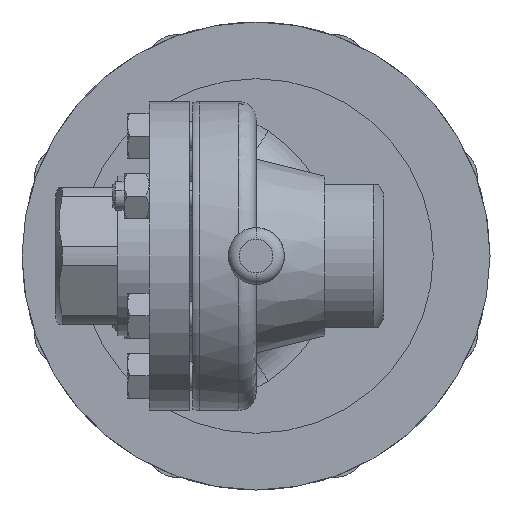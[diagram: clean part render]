
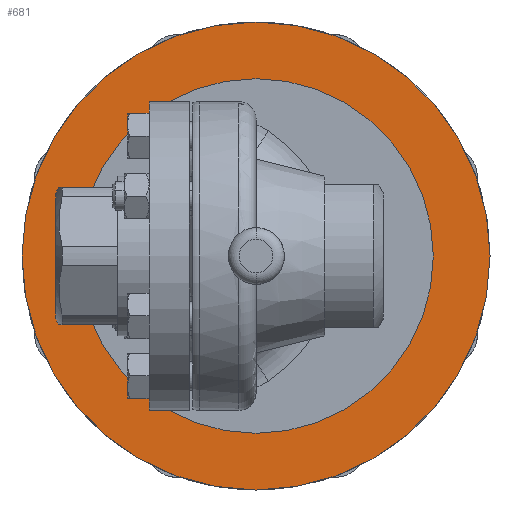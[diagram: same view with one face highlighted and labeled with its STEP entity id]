
A CAD part, front view. The second image highlights one B-rep face of the part: STEP entity #681.
In plain terms, the highlighted planar face has unit normal (0, -1, 0).
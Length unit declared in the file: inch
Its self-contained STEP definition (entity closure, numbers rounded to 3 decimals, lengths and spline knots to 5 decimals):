
#681 = ADVANCED_FACE ( 'NONE', ( #7564, #4138 ), #4067, .F. ) ;
#787 = EDGE_LOOP ( 'NONE', ( #8354, #7632 ) ) ;
#949 = VERTEX_POINT ( 'NONE', #1229 ) ;
#1229 = CARTESIAN_POINT ( 'NONE',  ( 0., 2.05, 1.94 ) ) ;
#1322 = CIRCLE ( 'NONE', #4460, 2.56 ) ;
#1669 = DIRECTION ( 'NONE',  ( 0., 1., 0. ) ) ;
#1760 = ORIENTED_EDGE ( 'NONE', *, *, #12457, .F. ) ;
#1862 = VERTEX_POINT ( 'NONE', #10396 ) ;
#1945 = CARTESIAN_POINT ( 'NONE',  ( 0., 2.05, -1.94 ) ) ;
#2188 = DIRECTION ( 'NONE',  ( 0., -1., 0. ) ) ;
#2913 = CIRCLE ( 'NONE', #7391, 2.56 ) ;
#3931 = CARTESIAN_POINT ( 'NONE',  ( 0., 2.05, 0. ) ) ;
#4067 = PLANE ( 'NONE',  #4613 ) ;
#4138 = FACE_OUTER_BOUND ( 'NONE', #787, .T. ) ;
#4232 = DIRECTION ( 'NONE',  ( 0., 0., -1. ) ) ;
#4460 = AXIS2_PLACEMENT_3D ( 'NONE', #11836, #7471, #9677 ) ;
#4611 = VERTEX_POINT ( 'NONE', #1945 ) ;
#4613 = AXIS2_PLACEMENT_3D ( 'NONE', #11888, #11835, #9540 ) ;
#6544 = DIRECTION ( 'NONE',  ( 0., -1., 0. ) ) ;
#7391 = AXIS2_PLACEMENT_3D ( 'NONE', #3931, #1669, #11658 ) ;
#7441 = AXIS2_PLACEMENT_3D ( 'NONE', #13117, #2188, #4232 ) ;
#7471 = DIRECTION ( 'NONE',  ( 0., 1., 0. ) ) ;
#7564 = FACE_BOUND ( 'NONE', #13088, .T. ) ;
#7632 = ORIENTED_EDGE ( 'NONE', *, *, #10664, .F. ) ;
#8169 = AXIS2_PLACEMENT_3D ( 'NONE', #12007, #6544, #10903 ) ;
#8354 = ORIENTED_EDGE ( 'NONE', *, *, #10489, .F. ) ;
#9267 = ORIENTED_EDGE ( 'NONE', *, *, #12447, .F. ) ;
#9540 = DIRECTION ( 'NONE',  ( 0., 0., 1. ) ) ;
#9677 = DIRECTION ( 'NONE',  ( 0., 0., 1. ) ) ;
#9977 = VERTEX_POINT ( 'NONE', #11304 ) ;
#10396 = CARTESIAN_POINT ( 'NONE',  ( 0., 2.05, 2.56 ) ) ;
#10489 = EDGE_CURVE ( 'NONE', #9977, #1862, #2913, .T. ) ;
#10664 = EDGE_CURVE ( 'NONE', #1862, #9977, #1322, .T. ) ;
#10903 = DIRECTION ( 'NONE',  ( 0., 0., -1. ) ) ;
#11304 = CARTESIAN_POINT ( 'NONE',  ( 0., 2.05, -2.56 ) ) ;
#11658 = DIRECTION ( 'NONE',  ( 0., 0., 1. ) ) ;
#11835 = DIRECTION ( 'NONE',  ( 0., 1., 0. ) ) ;
#11836 = CARTESIAN_POINT ( 'NONE',  ( 0., 2.05, 0. ) ) ;
#11888 = CARTESIAN_POINT ( 'NONE',  ( -2.565, 2.05, 0. ) ) ;
#12007 = CARTESIAN_POINT ( 'NONE',  ( 0., 2.05, 0. ) ) ;
#12275 = CIRCLE ( 'NONE', #8169, 1.94 ) ;
#12447 = EDGE_CURVE ( 'NONE', #949, #4611, #12644, .T. ) ;
#12457 = EDGE_CURVE ( 'NONE', #4611, #949, #12275, .T. ) ;
#12644 = CIRCLE ( 'NONE', #7441, 1.94 ) ;
#13088 = EDGE_LOOP ( 'NONE', ( #1760, #9267 ) ) ;
#13117 = CARTESIAN_POINT ( 'NONE',  ( 0., 2.05, 0. ) ) ;
